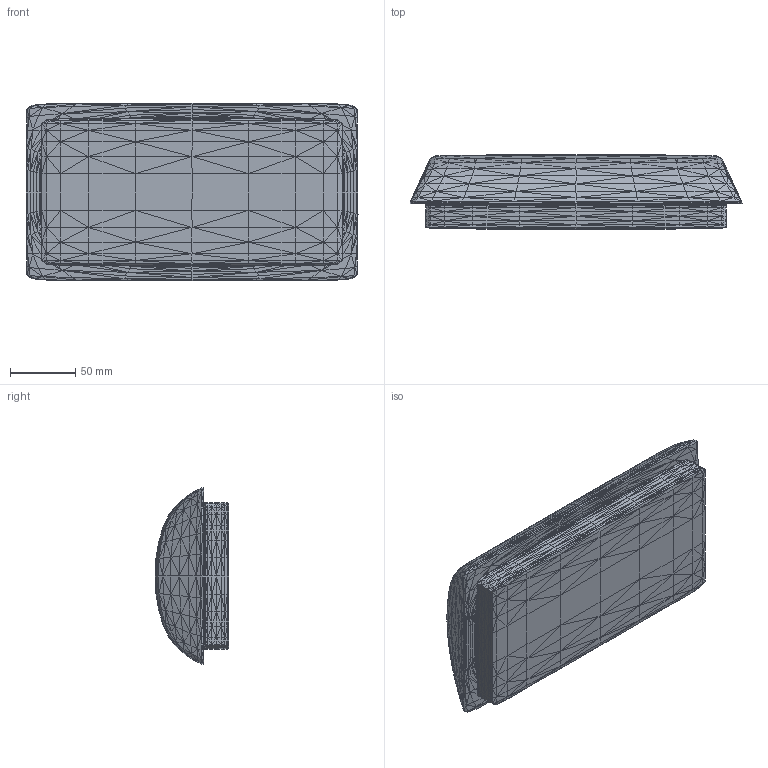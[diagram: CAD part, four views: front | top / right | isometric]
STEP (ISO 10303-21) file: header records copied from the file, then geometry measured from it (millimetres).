
FILE_DESCRIPTION (( 'STEP AP214' ), '1' );
FILE_NAME ('MARS LED.STEP', '2018-07-17T08:55:10', ( '' ), ( '' ), 'SwSTEP 2.0', 'SolidWorks 2013', '' );
FILE_SCHEMA (( 'AUTOMOTIVE_DESIGN' ));
Length unit declared in the file: millimetre
Products named in the file (1): MARS LED
Bounding box: 253.96 x 56.56 x 135.69 mm (x, y, z)
Volume: 1416379 mm3; surface area: 95791.7 mm2
Topology: 1 solids, 1 shells, 1890 faces, 2871 edges, 983 vertices
Faces by surface type: plane 1890
Entity records: 37225 total; most frequent: DIRECTION 6653, CARTESIAN_POINT 5745, ORIENTED_EDGE 5742, EDGE_CURVE 2871, VECTOR 2871, LINE 2871, AXIS2_PLACEMENT_3D 1891, FACE_OUTER_BOUND 1890
